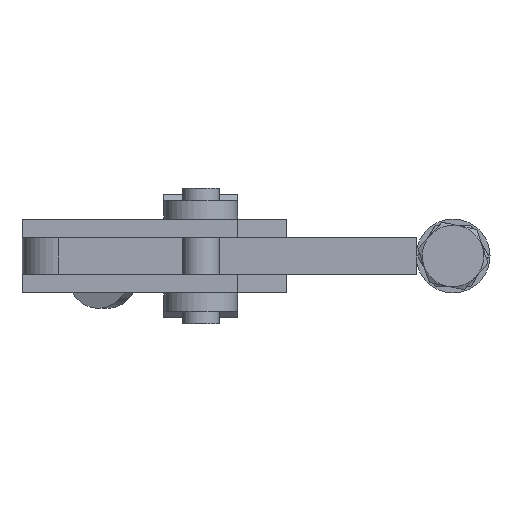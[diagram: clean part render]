
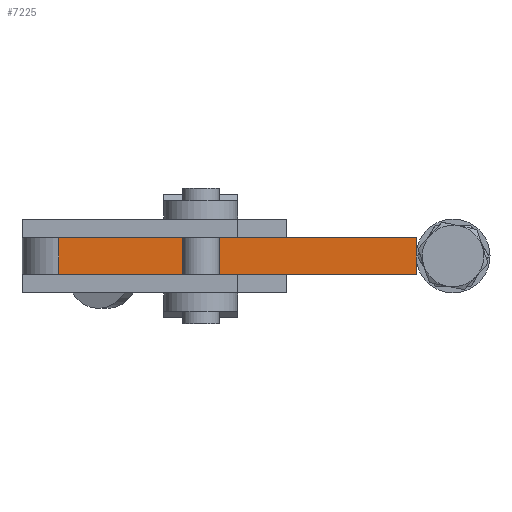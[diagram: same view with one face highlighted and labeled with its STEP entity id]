
A CAD part, front view. The second image highlights one B-rep face of the part: STEP entity #7225.
In plain terms, the highlighted planar face has unit normal (0, -1, 0).
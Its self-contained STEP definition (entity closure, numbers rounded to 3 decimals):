
#5417=CARTESIAN_POINT('',(-1365.408,123.49,0.));
#5418=VERTEX_POINT('',#5417);
#7062=CARTESIAN_POINT('',(-1365.408,123.49,-3.));
#7063=VERTEX_POINT('',#7062);
#7064=CARTESIAN_POINT('',(-1365.408,123.49,-3.));
#7065=DIRECTION('',(0.0,0.0,1.0));
#7066=VECTOR('',#7065,3.);
#7067=LINE('',#7064,#7066);
#7068=EDGE_CURVE('',#7063,#5418,#7067,.T.);
#7177=CARTESIAN_POINT('',(-1365.408,123.49,3.));
#7178=VERTEX_POINT('',#7177);
#7185=CARTESIAN_POINT('',(-1365.408,123.49,0.));
#7186=DIRECTION('',(0.0,0.0,1.0));
#7187=VECTOR('',#7186,3.);
#7188=LINE('',#7185,#7187);
#7189=EDGE_CURVE('',#5418,#7178,#7188,.T.);
#7194=CARTESIAN_POINT('',(-1365.408,123.49,-3.));
#7195=DIRECTION('',(0.0,-1.0,0.0));
#7196=DIRECTION('',(0.0,0.0,-1.0));
#7197=AXIS2_PLACEMENT_3D('',#7194,#7195,#7196);
#7198=PLANE('',#7197);
#7199=CARTESIAN_POINT('',(-1423.408,123.49,3.));
#7200=VERTEX_POINT('',#7199);
#7201=CARTESIAN_POINT('',(-1365.408,123.49,3.));
#7202=DIRECTION('',(-1.0,0.0,0.0));
#7203=VECTOR('',#7202,58.);
#7204=LINE('',#7201,#7203);
#7205=EDGE_CURVE('',#7178,#7200,#7204,.T.);
#7206=ORIENTED_EDGE('',*,*,#7205,.T.);
#7207=CARTESIAN_POINT('',(-1423.408,123.49,-3.));
#7208=VERTEX_POINT('',#7207);
#7209=CARTESIAN_POINT('',(-1423.408,123.49,-3.));
#7210=DIRECTION('',(0.0,0.0,1.0));
#7211=VECTOR('',#7210,6.);
#7212=LINE('',#7209,#7211);
#7213=EDGE_CURVE('',#7208,#7200,#7212,.T.);
#7214=ORIENTED_EDGE('',*,*,#7213,.F.);
#7215=CARTESIAN_POINT('',(-1423.408,123.49,-3.));
#7216=DIRECTION('',(1.0,0.0,0.0));
#7217=VECTOR('',#7216,58.);
#7218=LINE('',#7215,#7217);
#7219=EDGE_CURVE('',#7208,#7063,#7218,.T.);
#7220=ORIENTED_EDGE('',*,*,#7219,.T.);
#7221=ORIENTED_EDGE('',*,*,#7068,.T.);
#7222=ORIENTED_EDGE('',*,*,#7189,.T.);
#7223=EDGE_LOOP('',(#7206,#7214,#7220,#7221,#7222));
#7224=FACE_OUTER_BOUND('',#7223,.T.);
#7225=ADVANCED_FACE('',(#7224),#7198,.T.);
